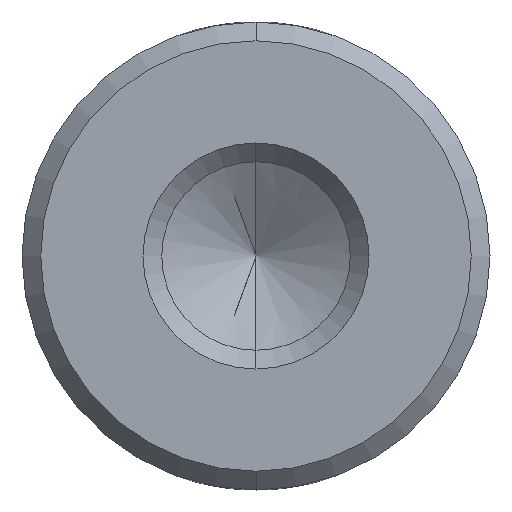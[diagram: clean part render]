
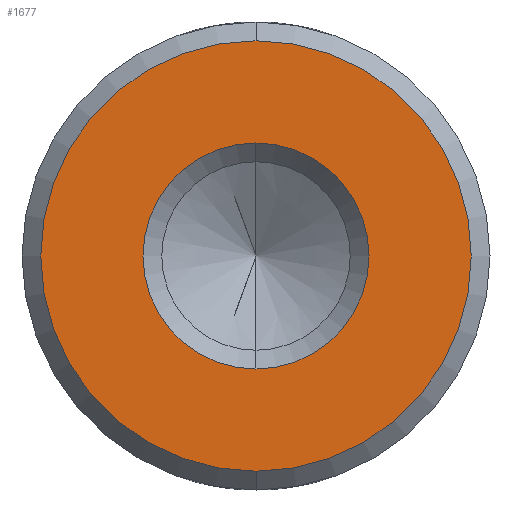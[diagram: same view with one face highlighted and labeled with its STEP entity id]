
A CAD part, front view. The second image highlights one B-rep face of the part: STEP entity #1677.
In plain terms, the highlighted planar face has unit normal (0, -1, 0).
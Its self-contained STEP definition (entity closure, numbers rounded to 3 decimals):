
#78 = CIRCLE ( 'NONE', #2634, 3.061 ) ;
#128 = CARTESIAN_POINT ( 'NONE',  ( 0., 0., 3.061 ) ) ;
#264 = EDGE_CURVE ( 'NONE', #981, #403, #300, .T. ) ;
#294 = DIRECTION ( 'NONE',  ( 0., 1., 0. ) ) ;
#300 = CIRCLE ( 'NONE', #2706, 3.061 ) ;
#403 = VERTEX_POINT ( 'NONE', #789 ) ;
#464 = FACE_BOUND ( 'NONE', #1630, .T. ) ;
#482 = ORIENTED_EDGE ( 'NONE', *, *, #726, .F. ) ;
#528 = FACE_OUTER_BOUND ( 'NONE', #709, .T. ) ;
#600 = EDGE_CURVE ( 'NONE', #403, #981, #78, .T. ) ;
#692 = VERTEX_POINT ( 'NONE', #2034 ) ;
#709 = EDGE_LOOP ( 'NONE', ( #482, #2735 ) ) ;
#726 = EDGE_CURVE ( 'NONE', #2755, #692, #893, .T. ) ;
#789 = CARTESIAN_POINT ( 'NONE',  ( 0., 0., -3.061 ) ) ;
#877 = CARTESIAN_POINT ( 'NONE',  ( 0., 0., 0. ) ) ;
#893 = CIRCLE ( 'NONE', #1030, 5.829 ) ;
#953 = ORIENTED_EDGE ( 'NONE', *, *, #264, .T. ) ;
#981 = VERTEX_POINT ( 'NONE', #128 ) ;
#990 = DIRECTION ( 'NONE',  ( 0., 1., 0. ) ) ;
#1030 = AXIS2_PLACEMENT_3D ( 'NONE', #2270, #990, #2476 ) ;
#1085 = DIRECTION ( 'NONE',  ( 0., 0., 1. ) ) ;
#1181 = DIRECTION ( 'NONE',  ( 0., 1., 0. ) ) ;
#1203 = CARTESIAN_POINT ( 'NONE',  ( 0., 0., 0. ) ) ;
#1294 = DIRECTION ( 'NONE',  ( 0., 1., 0. ) ) ;
#1426 = DIRECTION ( 'NONE',  ( 0., 0., 1. ) ) ;
#1583 = CARTESIAN_POINT ( 'NONE',  ( 0., 0., 0. ) ) ;
#1630 = EDGE_LOOP ( 'NONE', ( #1696, #953 ) ) ;
#1677 = ADVANCED_FACE ( 'NONE', ( #464, #528 ), #1710, .F. ) ;
#1696 = ORIENTED_EDGE ( 'NONE', *, *, #600, .T. ) ;
#1710 = PLANE ( 'NONE',  #1773 ) ;
#1773 = AXIS2_PLACEMENT_3D ( 'NONE', #2546, #1294, #2763 ) ;
#1787 = DIRECTION ( 'NONE',  ( 0., 0., 1. ) ) ;
#2034 = CARTESIAN_POINT ( 'NONE',  ( 0., 0., -5.829 ) ) ;
#2108 = CIRCLE ( 'NONE', #2746, 5.829 ) ;
#2270 = CARTESIAN_POINT ( 'NONE',  ( 0., 0., 0. ) ) ;
#2323 = EDGE_CURVE ( 'NONE', #692, #2755, #2108, .T. ) ;
#2345 = CARTESIAN_POINT ( 'NONE',  ( 0., 0., 5.829 ) ) ;
#2356 = DIRECTION ( 'NONE',  ( 0., 1., 0. ) ) ;
#2476 = DIRECTION ( 'NONE',  ( 0., 0., 1. ) ) ;
#2546 = CARTESIAN_POINT ( 'NONE',  ( 5.829, 0., 0. ) ) ;
#2634 = AXIS2_PLACEMENT_3D ( 'NONE', #877, #2356, #1085 ) ;
#2706 = AXIS2_PLACEMENT_3D ( 'NONE', #1203, #1181, #1426 ) ;
#2735 = ORIENTED_EDGE ( 'NONE', *, *, #2323, .F. ) ;
#2746 = AXIS2_PLACEMENT_3D ( 'NONE', #1583, #294, #1787 ) ;
#2755 = VERTEX_POINT ( 'NONE', #2345 ) ;
#2763 = DIRECTION ( 'NONE',  ( 0., 0., 1. ) ) ;
